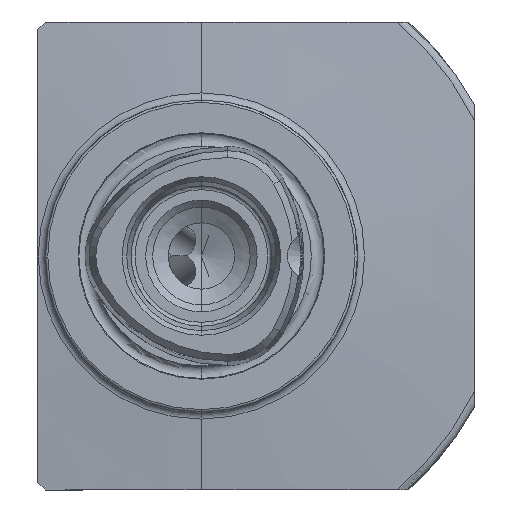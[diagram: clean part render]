
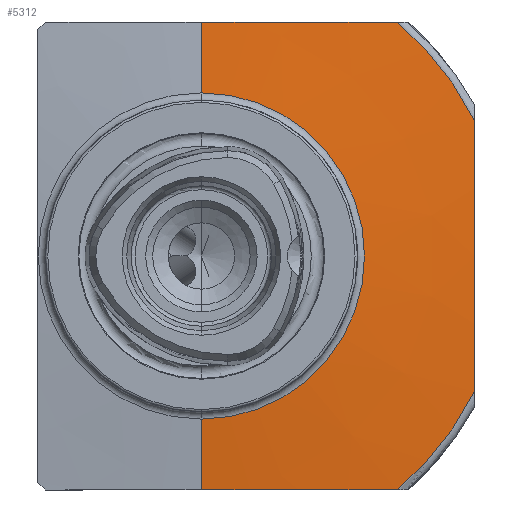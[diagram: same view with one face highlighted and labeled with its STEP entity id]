
A CAD part, left-side view. The second image highlights one B-rep face of the part: STEP entity #5312.
In plain terms, the highlighted conical face has half-angle 85 degrees and reference radius 39.087 mm.
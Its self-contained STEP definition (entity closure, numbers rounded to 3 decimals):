
#159 = EDGE_CURVE ( 'NONE', #3747, #6536, #2821, .T. ) ;
#769 = EDGE_CURVE ( 'NONE', #3904, #3845, #5633, .T. ) ;
#895 = AXIS2_PLACEMENT_3D ( 'NONE', #2272, #2269, #2268 ) ;
#1048 = CARTESIAN_POINT ( 'NONE',  ( 22.352, -20.882, 30. ) ) ;
#1049 = CARTESIAN_POINT ( 'NONE',  ( 22.586, -25.056, 30. ) ) ;
#1243 = EDGE_CURVE ( 'NONE', #3889, #6536, #5644, .T. ) ;
#1244 = EDGE_CURVE ( 'NONE', #3904, #6493, #2846, .T. ) ;
#1245 = EDGE_CURVE ( 'NONE', #3889, #3845, #2879, .T. ) ;
#1259 = ORIENTED_EDGE ( 'NONE', *, *, #1245, .F. ) ;
#1262 = ORIENTED_EDGE ( 'NONE', *, *, #159, .F. ) ;
#1267 = ORIENTED_EDGE ( 'NONE', *, *, #769, .T. ) ;
#1383 = ORIENTED_EDGE ( 'NONE', *, *, #2042, .T. ) ;
#1406 = ORIENTED_EDGE ( 'NONE', *, *, #2023, .F. ) ;
#1408 = ORIENTED_EDGE ( 'NONE', *, *, #1244, .F. ) ;
#1443 = ORIENTED_EDGE ( 'NONE', *, *, #1243, .T. ) ;
#1507 = ORIENTED_EDGE ( 'NONE', *, *, #2700, .F. ) ;
#2023 = EDGE_CURVE ( 'NONE', #3783, #3747, #2990, .T. ) ;
#2042 = EDGE_CURVE ( 'NONE', #6540, #6493, #2953, .T. ) ;
#2268 = DIRECTION ( 'NONE',  ( 0., 0., -1. ) ) ;
#2269 = DIRECTION ( 'NONE',  ( 1., 0., 0. ) ) ;
#2272 = CARTESIAN_POINT ( 'NONE',  ( 22.586, 0., 0. ) ) ;
#2331 = CARTESIAN_POINT ( 'NONE',  ( 21.791, 0., -30. ) ) ;
#2338 = CARTESIAN_POINT ( 'NONE',  ( 22.586, -25.056, 30. ) ) ;
#2359 = CARTESIAN_POINT ( 'NONE',  ( 20.996, 0., -20.913 ) ) ;
#2591 = FACE_OUTER_BOUND ( 'NONE', #6755, .T. ) ;
#2604 = CONICAL_SURFACE ( 'NONE', #895, 39.087, 1.484 ) ;
#2700 = EDGE_CURVE ( 'NONE', #6540, #3783, #3558, .T. ) ;
#2790 = CARTESIAN_POINT ( 'NONE',  ( 21.791, -4.178, 30. ) ) ;
#2801 = CARTESIAN_POINT ( 'NONE',  ( 21.791, 0., 30. ) ) ;
#2802 = CARTESIAN_POINT ( 'NONE',  ( 21.87, -8.355, 30. ) ) ;
#2815 = CARTESIAN_POINT ( 'NONE',  ( 22.152, -16.707, 30. ) ) ;
#2821 = B_SPLINE_CURVE_WITH_KNOTS ( 'NONE', 3,
 ( #2801, #2790, #2802, #2815, #1048, #1049 ),
 .UNSPECIFIED., .F., .F.,
 ( 4, 2, 4 ),
 ( 0.114, 0.127, 0.139 ),
 .UNSPECIFIED. ) ;
#2846 = B_SPLINE_CURVE_WITH_KNOTS ( 'NONE', 3,
 ( #5850, #5851, #5856, #5857, #5858, #5859 ),
 .UNSPECIFIED., .F., .F.,
 ( 4, 2, 4 ),
 ( 0.044, 0.057, 0.069 ),
 .UNSPECIFIED. ) ;
#2879 = B_SPLINE_CURVE_WITH_KNOTS ( 'NONE', 3,
 ( #5847, #5846, #5860, #5861, #5862, #5863 ),
 .UNSPECIFIED., .F., .F.,
 ( 4, 2, 4 ),
 ( 0.11, 0.127, 0.145 ),
 .UNSPECIFIED. ) ;
#2950 = VECTOR ( 'NONE', #4223, 1000. ) ;
#2953 = LINE ( 'NONE', #4222, #2950 ) ;
#2990 = LINE ( 'NONE', #4167, #3000 ) ;
#3000 = VECTOR ( 'NONE', #4169, 1000. ) ;
#3034 = CARTESIAN_POINT ( 'NONE',  ( 21.791, 0., 30. ) ) ;
#3055 = CARTESIAN_POINT ( 'NONE',  ( 20.996, 0., 20.913 ) ) ;
#3110 = CARTESIAN_POINT ( 'NONE',  ( 22.586, -35., -17.401 ) ) ;
#3146 = CARTESIAN_POINT ( 'NONE',  ( 22.586, -35., 17.401 ) ) ;
#3158 = CARTESIAN_POINT ( 'NONE',  ( 22.586, -25.056, -30. ) ) ;
#3357 = AXIS2_PLACEMENT_3D ( 'NONE', #5766, #5767, #5768 ) ;
#3359 = AXIS2_PLACEMENT_3D ( 'NONE', #5852, #5853, #5854 ) ;
#3427 = AXIS2_PLACEMENT_3D ( 'NONE', #4286, #4287, #4288 ) ;
#3558 = CIRCLE ( 'NONE', #3427, 20.913 ) ;
#3747 = VERTEX_POINT ( 'NONE', #3034 ) ;
#3783 = VERTEX_POINT ( 'NONE', #3055 ) ;
#3845 = VERTEX_POINT ( 'NONE', #3110 ) ;
#3889 = VERTEX_POINT ( 'NONE', #3146 ) ;
#3904 = VERTEX_POINT ( 'NONE', #3158 ) ;
#4167 = CARTESIAN_POINT ( 'NONE',  ( 22.586, 0., 39.087 ) ) ;
#4169 = DIRECTION ( 'NONE',  ( 0.087, 0., 0.996 ) ) ;
#4222 = CARTESIAN_POINT ( 'NONE',  ( 22.586, 0., -39.087 ) ) ;
#4223 = DIRECTION ( 'NONE',  ( 0.087, 0., -0.996 ) ) ;
#4286 = CARTESIAN_POINT ( 'NONE',  ( 20.996, 0., 0. ) ) ;
#4287 = DIRECTION ( 'NONE',  ( -1., 0., 0. ) ) ;
#4288 = DIRECTION ( 'NONE',  ( 0., 0., 1. ) ) ;
#5312 = ADVANCED_FACE ( 'NONE', ( #2591 ), #2604, .T. ) ;
#5633 = CIRCLE ( 'NONE', #3357, 39.087 ) ;
#5644 = CIRCLE ( 'NONE', #3359, 39.087 ) ;
#5766 = CARTESIAN_POINT ( 'NONE',  ( 22.586, 0., 0. ) ) ;
#5767 = DIRECTION ( 'NONE',  ( -1., 0., 0. ) ) ;
#5768 = DIRECTION ( 'NONE',  ( 0., 0., 1. ) ) ;
#5846 = CARTESIAN_POINT ( 'NONE',  ( 22.36, -35., 11.6 ) ) ;
#5847 = CARTESIAN_POINT ( 'NONE',  ( 22.586, -35., 17.401 ) ) ;
#5850 = CARTESIAN_POINT ( 'NONE',  ( 22.586, -25.056, -30. ) ) ;
#5851 = CARTESIAN_POINT ( 'NONE',  ( 22.352, -20.882, -30. ) ) ;
#5852 = CARTESIAN_POINT ( 'NONE',  ( 22.586, 0., 0. ) ) ;
#5853 = DIRECTION ( 'NONE',  ( -1., 0., 0. ) ) ;
#5854 = DIRECTION ( 'NONE',  ( 0., 0., 1. ) ) ;
#5856 = CARTESIAN_POINT ( 'NONE',  ( 22.152, -16.707, -30. ) ) ;
#5857 = CARTESIAN_POINT ( 'NONE',  ( 21.87, -8.355, -30. ) ) ;
#5858 = CARTESIAN_POINT ( 'NONE',  ( 21.791, -4.178, -30. ) ) ;
#5859 = CARTESIAN_POINT ( 'NONE',  ( 21.791, 0., -30. ) ) ;
#5860 = CARTESIAN_POINT ( 'NONE',  ( 22.229, -35., 5.799 ) ) ;
#5861 = CARTESIAN_POINT ( 'NONE',  ( 22.229, -35., -5.802 ) ) ;
#5862 = CARTESIAN_POINT ( 'NONE',  ( 22.36, -35., -11.602 ) ) ;
#5863 = CARTESIAN_POINT ( 'NONE',  ( 22.586, -35., -17.401 ) ) ;
#6493 = VERTEX_POINT ( 'NONE', #2331 ) ;
#6536 = VERTEX_POINT ( 'NONE', #2338 ) ;
#6540 = VERTEX_POINT ( 'NONE', #2359 ) ;
#6755 = EDGE_LOOP ( 'NONE', ( #1406, #1507, #1383, #1408, #1267, #1259, #1443, #1262 ) ) ;
